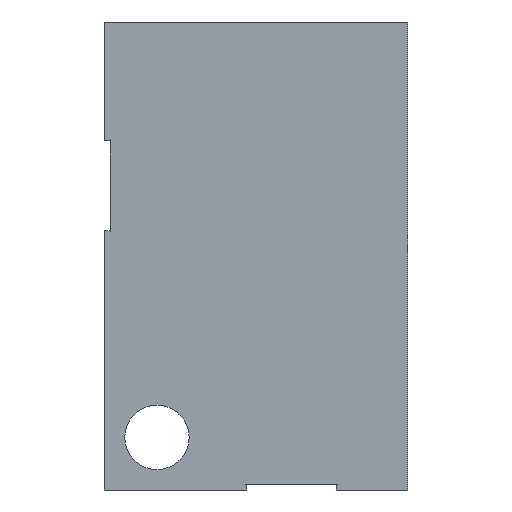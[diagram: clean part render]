
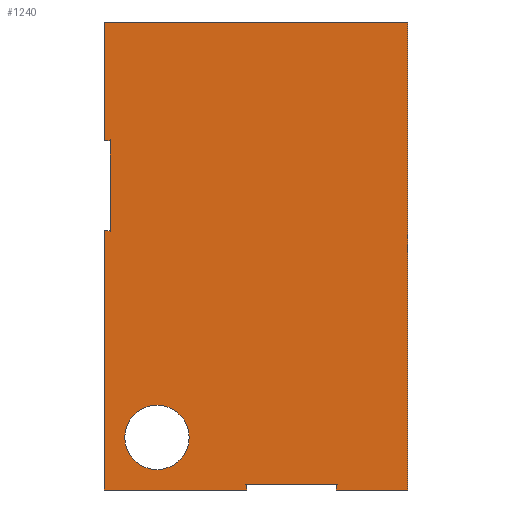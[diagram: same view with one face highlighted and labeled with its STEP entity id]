
A CAD part, left-side view. The second image highlights one B-rep face of the part: STEP entity #1240.
In plain terms, the highlighted planar face has unit normal (-1, 0, 0).
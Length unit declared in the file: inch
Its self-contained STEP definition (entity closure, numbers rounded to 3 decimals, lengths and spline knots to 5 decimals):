
#9=DIRECTION('',(0.,-1.,0.));
#10=VECTOR('',#9,0.75999);
#11=CARTESIAN_POINT('',(0.,0.,0.));
#12=LINE('',#11,#10);
#18=DIRECTION('',(0.,-1.,0.));
#19=VECTOR('',#18,0.37999);
#20=CARTESIAN_POINT('',(0.,-1.24001,0.));
#21=LINE('',#20,#19);
#87=CARTESIAN_POINT('',(0.,-0.281,0.281));
#88=DIRECTION('',(1.,0.,0.));
#89=DIRECTION('',(0.,0.,-1.));
#90=AXIS2_PLACEMENT_3D('',#87,#88,#89);
#92=CARTESIAN_POINT('',(0.,-0.281,0.281));
#93=DIRECTION('',(1.,0.,0.));
#94=DIRECTION('',(0.,0.,1.));
#95=AXIS2_PLACEMENT_3D('',#92,#93,#94);
#97=DIRECTION('',(0.,-1.,0.));
#98=VECTOR('',#97,0.032);
#99=CARTESIAN_POINT('',(0.,0.,1.38499));
#100=LINE('',#99,#98);
#101=DIRECTION('',(0.,0.,-1.));
#102=VECTOR('',#101,0.48002);
#103=CARTESIAN_POINT('',(0.,-0.032,1.86501));
#104=LINE('',#103,#102);
#105=DIRECTION('',(0.,-1.,0.));
#106=VECTOR('',#105,0.032);
#107=CARTESIAN_POINT('',(0.,0.,1.86501));
#108=LINE('',#107,#106);
#109=DIRECTION('',(0.,0.,1.));
#110=VECTOR('',#109,0.63499);
#111=CARTESIAN_POINT('',(0.,0.,1.86501));
#112=LINE('',#111,#110);
#113=DIRECTION('',(0.,0.,1.));
#114=VECTOR('',#113,0.032);
#115=CARTESIAN_POINT('',(0.,-1.24001,0.));
#116=LINE('',#115,#114);
#117=DIRECTION('',(0.,1.,0.));
#118=VECTOR('',#117,0.48002);
#119=CARTESIAN_POINT('',(0.,-1.24001,0.032));
#120=LINE('',#119,#118);
#121=DIRECTION('',(0.,0.,1.));
#122=VECTOR('',#121,0.032);
#123=CARTESIAN_POINT('',(0.,-0.75999,0.));
#124=LINE('',#123,#122);
#125=DIRECTION('',(0.,0.,1.));
#126=VECTOR('',#125,1.38499);
#127=CARTESIAN_POINT('',(0.,0.,0.));
#128=LINE('',#127,#126);
#692=DIRECTION('',(0.,0.,1.));
#693=VECTOR('',#692,2.5);
#694=CARTESIAN_POINT('',(0.,-1.62,0.));
#695=LINE('',#694,#693);
#704=DIRECTION('',(0.,-1.,0.));
#705=VECTOR('',#704,1.62);
#706=CARTESIAN_POINT('',(0.,0.,2.5));
#707=LINE('',#706,#705);
#906=CARTESIAN_POINT('',(0.,0.,0.));
#908=VERTEX_POINT('',#906);
#909=CARTESIAN_POINT('',(0.,0.,2.5));
#910=CARTESIAN_POINT('',(0.,-1.62,2.5));
#911=VERTEX_POINT('',#909);
#912=VERTEX_POINT('',#910);
#917=CARTESIAN_POINT('',(0.,-1.62,0.));
#918=VERTEX_POINT('',#917);
#969=CARTESIAN_POINT('',(0.,-0.281,0.109));
#970=CARTESIAN_POINT('',(0.,-0.281,0.453));
#971=VERTEX_POINT('',#969);
#972=VERTEX_POINT('',#970);
#993=CARTESIAN_POINT('',(0.,-0.75999,0.032));
#995=VERTEX_POINT('',#993);
#997=CARTESIAN_POINT('',(0.,-1.24001,0.));
#999=VERTEX_POINT('',#997);
#1005=CARTESIAN_POINT('',(0.,-0.75999,0.));
#1006=VERTEX_POINT('',#1005);
#1007=CARTESIAN_POINT('',(0.,-1.24001,0.032));
#1008=VERTEX_POINT('',#1007);
#1040=CARTESIAN_POINT('',(0.,-0.032,1.38499));
#1042=VERTEX_POINT('',#1040);
#1044=CARTESIAN_POINT('',(0.,-0.032,1.86501));
#1046=VERTEX_POINT('',#1044);
#1048=CARTESIAN_POINT('',(0.,0.,1.38499));
#1049=VERTEX_POINT('',#1048);
#1050=CARTESIAN_POINT('',(0.,0.,1.86501));
#1051=VERTEX_POINT('',#1050);
#1208=CARTESIAN_POINT('',(0.,0.,0.));
#1209=DIRECTION('',(-1.,0.,0.));
#1210=DIRECTION('',(0.,-1.,0.));
#1211=AXIS2_PLACEMENT_3D('',#1208,#1209,#1210);
#1212=PLANE('',#1211);
#1214=ORIENTED_EDGE('',*,*,#1213,.T.);
#1216=ORIENTED_EDGE('',*,*,#1215,.F.);
#1218=ORIENTED_EDGE('',*,*,#1217,.F.);
#1220=ORIENTED_EDGE('',*,*,#1219,.T.);
#1222=ORIENTED_EDGE('',*,*,#1221,.T.);
#1224=ORIENTED_EDGE('',*,*,#1223,.F.);
#1225=ORIENTED_EDGE('',*,*,#1093,.F.);
#1226=ORIENTED_EDGE('',*,*,#1154,.T.);
#1228=ORIENTED_EDGE('',*,*,#1227,.T.);
#1229=ORIENTED_EDGE('',*,*,#1139,.F.);
#1230=ORIENTED_EDGE('',*,*,#1081,.F.);
#1232=ORIENTED_EDGE('',*,*,#1231,.T.);
#1233=EDGE_LOOP('',(#1214,#1216,#1218,#1220,#1222,#1224,#1225,#1226,#1228,#1229,
#1230,#1232));
#1234=FACE_OUTER_BOUND('',#1233,.F.);
#1235=ORIENTED_EDGE('',*,*,#1198,.F.);
#1237=ORIENTED_EDGE('',*,*,#1236,.F.);
#1238=EDGE_LOOP('',(#1235,#1237));
#1239=FACE_BOUND('',#1238,.F.);
#1240=ADVANCED_FACE('',(#1234,#1239),#1212,.T.);
#91=CIRCLE('',#90,0.172);
#96=CIRCLE('',#95,0.172);
#1081=EDGE_CURVE('',#908,#1006,#12,.T.);
#1093=EDGE_CURVE('',#999,#918,#21,.T.);
#1139=EDGE_CURVE('',#1006,#995,#124,.T.);
#1154=EDGE_CURVE('',#999,#1008,#116,.T.);
#1198=EDGE_CURVE('',#971,#972,#91,.T.);
#1213=EDGE_CURVE('',#1049,#1042,#100,.T.);
#1215=EDGE_CURVE('',#1046,#1042,#104,.T.);
#1217=EDGE_CURVE('',#1051,#1046,#108,.T.);
#1219=EDGE_CURVE('',#1051,#911,#112,.T.);
#1221=EDGE_CURVE('',#911,#912,#707,.T.);
#1223=EDGE_CURVE('',#918,#912,#695,.T.);
#1227=EDGE_CURVE('',#1008,#995,#120,.T.);
#1231=EDGE_CURVE('',#908,#1049,#128,.T.);
#1236=EDGE_CURVE('',#972,#971,#96,.T.);
